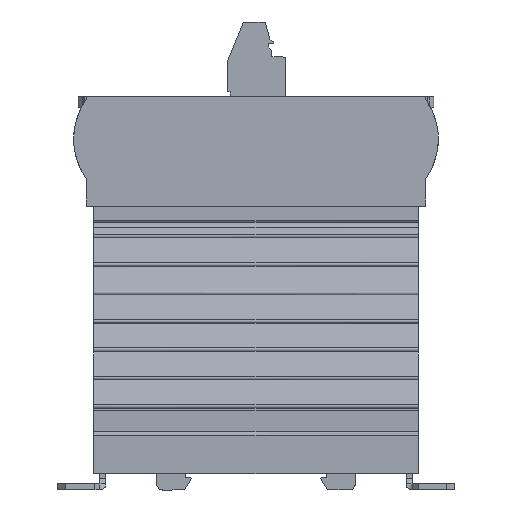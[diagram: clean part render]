
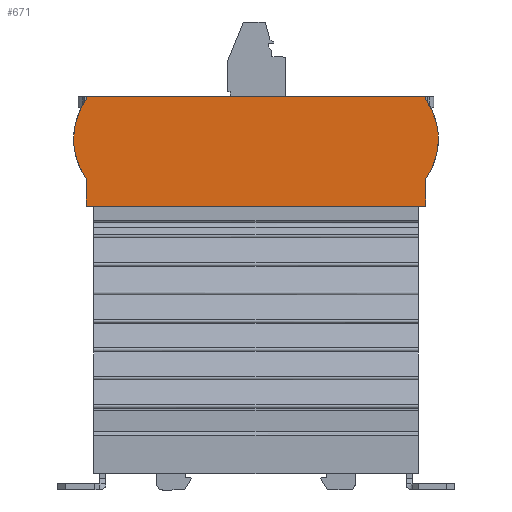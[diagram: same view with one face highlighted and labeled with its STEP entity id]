
A CAD part, left-side view. The second image highlights one B-rep face of the part: STEP entity #671.
In plain terms, the highlighted planar face has unit normal (-1, 0, 0).
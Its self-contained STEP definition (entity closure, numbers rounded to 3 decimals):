
#578=AXIS2_PLACEMENT_3D('Plane Axis2P3D',#575,#576,#577) ;
#40=CARTESIAN_POINT('Vertex',(0.,7.109,97.)) ;
#371=CARTESIAN_POINT('Vertex',(0.,90.891,97.)) ;
#374=CARTESIAN_POINT('Line Origine',(0.,49.,97.)) ;
#575=CARTESIAN_POINT('Axis2P3D Location',(0.,49.,-3.5)) ;
#581=CARTESIAN_POINT('Control Point',(0.,90.891,70.)) ;
#582=CARTESIAN_POINT('Control Point',(0.,90.891,71.694)) ;
#583=CARTESIAN_POINT('Control Point',(0.,90.891,73.388)) ;
#584=CARTESIAN_POINT('Control Point',(0.,90.891,75.082)) ;
#585=CARTESIAN_POINT('Control Point',(0.,90.891,76.776)) ;
#586=CARTESIAN_POINT('Vertex',(0.,90.891,76.776)) ;
#588=CARTESIAN_POINT('Vertex',(0.,90.891,70.)) ;
#592=CARTESIAN_POINT('Control Point',(0.,7.109,70.)) ;
#593=CARTESIAN_POINT('Control Point',(0.,28.055,70.)) ;
#594=CARTESIAN_POINT('Control Point',(0.,49.,70.)) ;
#595=CARTESIAN_POINT('Control Point',(0.,69.945,70.)) ;
#596=CARTESIAN_POINT('Control Point',(0.,90.891,70.)) ;
#597=CARTESIAN_POINT('Vertex',(0.,7.109,70.)) ;
#601=CARTESIAN_POINT('Control Point',(0.,7.109,76.776)) ;
#602=CARTESIAN_POINT('Control Point',(0.,7.109,75.082)) ;
#603=CARTESIAN_POINT('Control Point',(0.,7.109,73.388)) ;
#604=CARTESIAN_POINT('Control Point',(0.,7.109,71.694)) ;
#605=CARTESIAN_POINT('Control Point',(0.,7.109,70.)) ;
#606=CARTESIAN_POINT('Vertex',(0.,7.109,76.776)) ;
#610=CARTESIAN_POINT('Control Point',(0.,4.,86.511)) ;
#611=CARTESIAN_POINT('Control Point',(0.,4.045,83.92)) ;
#612=CARTESIAN_POINT('Control Point',(0.,4.595,81.337)) ;
#613=CARTESIAN_POINT('Control Point',(0.,5.644,78.913)) ;
#614=CARTESIAN_POINT('Control Point',(0.,7.109,76.776)) ;
#615=CARTESIAN_POINT('Vertex',(0.,4.,86.511)) ;
#619=CARTESIAN_POINT('Control Point',(0.,7.109,96.247)) ;
#620=CARTESIAN_POINT('Control Point',(0.,5.644,94.109)) ;
#621=CARTESIAN_POINT('Control Point',(0.,4.595,91.686)) ;
#622=CARTESIAN_POINT('Control Point',(0.,4.045,89.102)) ;
#623=CARTESIAN_POINT('Control Point',(0.,4.,86.511)) ;
#624=CARTESIAN_POINT('Vertex',(0.,7.109,96.247)) ;
#628=CARTESIAN_POINT('Control Point',(0.,7.109,97.)) ;
#629=CARTESIAN_POINT('Control Point',(0.,7.109,96.812)) ;
#630=CARTESIAN_POINT('Control Point',(0.,7.109,96.623)) ;
#631=CARTESIAN_POINT('Control Point',(0.,7.109,96.435)) ;
#632=CARTESIAN_POINT('Control Point',(0.,7.109,96.247)) ;
#635=CARTESIAN_POINT('Control Point',(0.,90.891,96.247)) ;
#636=CARTESIAN_POINT('Control Point',(0.,90.891,96.435)) ;
#637=CARTESIAN_POINT('Control Point',(0.,90.891,96.623)) ;
#638=CARTESIAN_POINT('Control Point',(0.,90.891,96.812)) ;
#639=CARTESIAN_POINT('Control Point',(0.,90.891,97.)) ;
#640=CARTESIAN_POINT('Vertex',(0.,90.891,96.247)) ;
#644=CARTESIAN_POINT('Control Point',(0.,94.,86.511)) ;
#645=CARTESIAN_POINT('Control Point',(0.,93.955,89.102)) ;
#646=CARTESIAN_POINT('Control Point',(0.,93.405,91.686)) ;
#647=CARTESIAN_POINT('Control Point',(0.,92.356,94.109)) ;
#648=CARTESIAN_POINT('Control Point',(0.,90.891,96.247)) ;
#649=CARTESIAN_POINT('Vertex',(0.,94.,86.511)) ;
#653=CARTESIAN_POINT('Control Point',(0.,90.891,76.776)) ;
#654=CARTESIAN_POINT('Control Point',(0.,92.356,78.913)) ;
#655=CARTESIAN_POINT('Control Point',(0.,93.405,81.337)) ;
#656=CARTESIAN_POINT('Control Point',(0.,93.955,83.92)) ;
#657=CARTESIAN_POINT('Control Point',(0.,94.,86.511)) ;
#375=DIRECTION('Vector Direction',(0.,-1.,0.)) ;
#576=DIRECTION('Axis2P3D Direction',(-1.,0.,0.)) ;
#577=DIRECTION('Axis2P3D XDirection',(0.,-1.,0.)) ;
#376=VECTOR('Line Direction',#375,1.) ;
#660=ORIENTED_EDGE('',*,*,#590,.T.) ;
#661=ORIENTED_EDGE('',*,*,#599,.T.) ;
#662=ORIENTED_EDGE('',*,*,#608,.T.) ;
#663=ORIENTED_EDGE('',*,*,#617,.T.) ;
#664=ORIENTED_EDGE('',*,*,#626,.T.) ;
#665=ORIENTED_EDGE('',*,*,#633,.T.) ;
#666=ORIENTED_EDGE('',*,*,#378,.T.) ;
#667=ORIENTED_EDGE('',*,*,#642,.T.) ;
#668=ORIENTED_EDGE('',*,*,#651,.T.) ;
#669=ORIENTED_EDGE('',*,*,#658,.T.) ;
#671=ADVANCED_FACE('RELAIS',(#670),#579,.T.) ;
#580=B_SPLINE_CURVE_WITH_KNOTS('',4,(#581,#582,#583,#584,#585),.UNSPECIFIED.,.F.,.U.,(5,5),(0.,6.776),.UNSPECIFIED.) ;
#591=B_SPLINE_CURVE_WITH_KNOTS('',4,(#592,#593,#594,#595,#596),.UNSPECIFIED.,.F.,.U.,(5,5),(0.,83.781),.UNSPECIFIED.) ;
#600=B_SPLINE_CURVE_WITH_KNOTS('',4,(#601,#602,#603,#604,#605),.UNSPECIFIED.,.F.,.U.,(5,5),(0.,6.776),.UNSPECIFIED.) ;
#609=B_SPLINE_CURVE_WITH_KNOTS('',4,(#610,#611,#612,#613,#614),.UNSPECIFIED.,.F.,.U.,(5,5),(0.,10.465),.UNSPECIFIED.) ;
#618=B_SPLINE_CURVE_WITH_KNOTS('',4,(#619,#620,#621,#622,#623),.UNSPECIFIED.,.F.,.U.,(5,5),(0.,10.465),.UNSPECIFIED.) ;
#627=B_SPLINE_CURVE_WITH_KNOTS('',4,(#628,#629,#630,#631,#632),.UNSPECIFIED.,.F.,.U.,(5,5),(0.,0.753),.UNSPECIFIED.) ;
#634=B_SPLINE_CURVE_WITH_KNOTS('',4,(#635,#636,#637,#638,#639),.UNSPECIFIED.,.F.,.U.,(5,5),(0.,0.753),.UNSPECIFIED.) ;
#643=B_SPLINE_CURVE_WITH_KNOTS('',4,(#644,#645,#646,#647,#648),.UNSPECIFIED.,.F.,.U.,(5,5),(0.,10.465),.UNSPECIFIED.) ;
#652=B_SPLINE_CURVE_WITH_KNOTS('',4,(#653,#654,#655,#656,#657),.UNSPECIFIED.,.F.,.U.,(5,5),(0.,10.465),.UNSPECIFIED.) ;
#378=EDGE_CURVE('',#41,#372,#377,.F.) ;
#590=EDGE_CURVE('',#587,#589,#580,.F.) ;
#599=EDGE_CURVE('',#589,#598,#591,.F.) ;
#608=EDGE_CURVE('',#598,#607,#600,.F.) ;
#617=EDGE_CURVE('',#607,#616,#609,.F.) ;
#626=EDGE_CURVE('',#616,#625,#618,.F.) ;
#633=EDGE_CURVE('',#625,#41,#627,.F.) ;
#642=EDGE_CURVE('',#372,#641,#634,.F.) ;
#651=EDGE_CURVE('',#641,#650,#643,.F.) ;
#658=EDGE_CURVE('',#650,#587,#652,.F.) ;
#659=EDGE_LOOP('',(#660,#661,#662,#663,#664,#665,#666,#667,#668,#669)) ;
#670=FACE_OUTER_BOUND('',#659,.T.) ;
#377=LINE('Line',#374,#376) ;
#579=PLANE('',#578) ;
#41=VERTEX_POINT('',#40) ;
#372=VERTEX_POINT('',#371) ;
#587=VERTEX_POINT('',#586) ;
#589=VERTEX_POINT('',#588) ;
#598=VERTEX_POINT('',#597) ;
#607=VERTEX_POINT('',#606) ;
#616=VERTEX_POINT('',#615) ;
#625=VERTEX_POINT('',#624) ;
#641=VERTEX_POINT('',#640) ;
#650=VERTEX_POINT('',#649) ;
